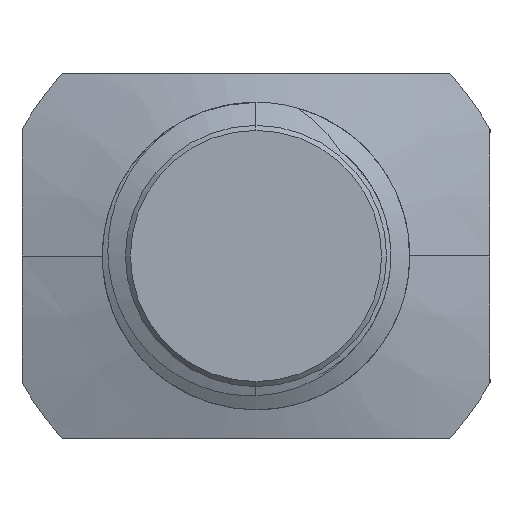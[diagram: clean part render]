
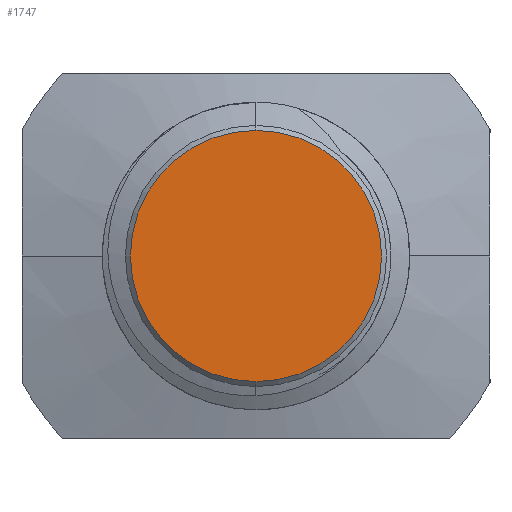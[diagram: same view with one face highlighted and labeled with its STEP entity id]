
A CAD part, left-side view. The second image highlights one B-rep face of the part: STEP entity #1747.
In plain terms, the highlighted planar face has unit normal (-1, 0, 0).
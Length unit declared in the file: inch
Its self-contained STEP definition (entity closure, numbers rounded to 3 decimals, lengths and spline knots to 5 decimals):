
#153 = FACE_OUTER_BOUND ( 'NONE', #3163, .T. ) ;
#342 = AXIS2_PLACEMENT_3D ( 'NONE', #1108, #1981, #3775 ) ;
#774 = PLANE ( 'NONE',  #342 ) ;
#833 = CARTESIAN_POINT ( 'NONE',  ( -0.37243, 0., 0. ) ) ;
#853 = AXIS2_PLACEMENT_3D ( 'NONE', #833, #2047, #3797 ) ;
#876 = AXIS2_PLACEMENT_3D ( 'NONE', #926, #3649, #2135 ) ;
#926 = CARTESIAN_POINT ( 'NONE',  ( -0.37243, 0., 0. ) ) ;
#943 = ORIENTED_EDGE ( 'NONE', *, *, #3522, .F. ) ;
#1108 = CARTESIAN_POINT ( 'NONE',  ( -0.37243, 0.10039, 0. ) ) ;
#1193 = EDGE_CURVE ( 'NONE', #2082, #2324, #2826, .T. ) ;
#1473 = CARTESIAN_POINT ( 'NONE',  ( -0.37243, 0., -0.10039 ) ) ;
#1611 = ORIENTED_EDGE ( 'NONE', *, *, #1193, .F. ) ;
#1747 = ADVANCED_FACE ( 'NONE', ( #153 ), #774, .F. ) ;
#1896 = CIRCLE ( 'NONE', #876, 0.10039 ) ;
#1981 = DIRECTION ( 'NONE',  ( 1., 0., 0. ) ) ;
#2047 = DIRECTION ( 'NONE',  ( 1., 0., 0. ) ) ;
#2082 = VERTEX_POINT ( 'NONE', #1473 ) ;
#2135 = DIRECTION ( 'NONE',  ( 0., 0., -1. ) ) ;
#2324 = VERTEX_POINT ( 'NONE', #2651 ) ;
#2651 = CARTESIAN_POINT ( 'NONE',  ( -0.37243, 0., 0.10039 ) ) ;
#2826 = CIRCLE ( 'NONE', #853, 0.10039 ) ;
#3163 = EDGE_LOOP ( 'NONE', ( #1611, #943 ) ) ;
#3522 = EDGE_CURVE ( 'NONE', #2324, #2082, #1896, .T. ) ;
#3649 = DIRECTION ( 'NONE',  ( 1., 0., 0. ) ) ;
#3775 = DIRECTION ( 'NONE',  ( 0., 0., -1. ) ) ;
#3797 = DIRECTION ( 'NONE',  ( 0., 0., -1. ) ) ;
